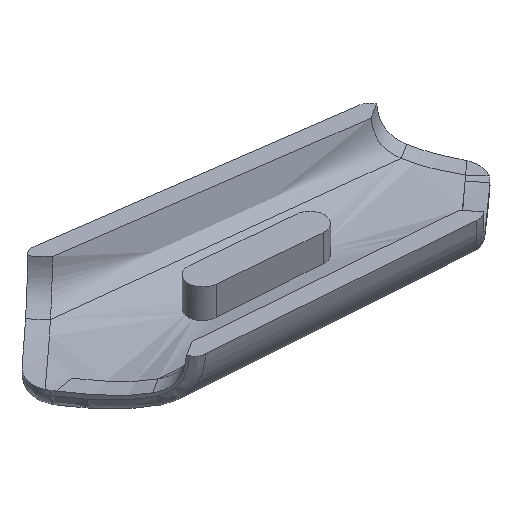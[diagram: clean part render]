
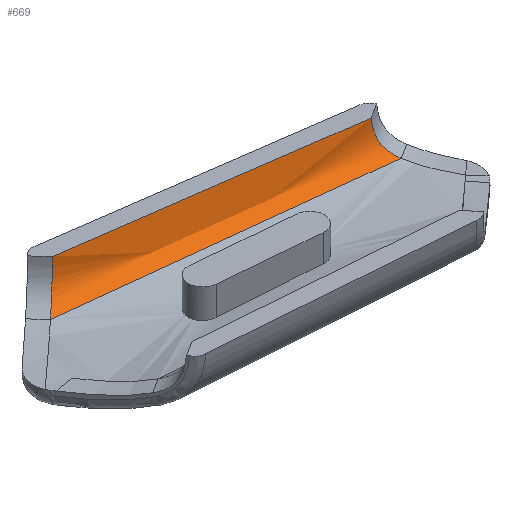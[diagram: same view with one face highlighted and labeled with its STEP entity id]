
A CAD part, isometric view. The second image highlights one B-rep face of the part: STEP entity #669.
In plain terms, the highlighted free-form (B-spline) face has degree [3, 3] with [4, 9] control points.
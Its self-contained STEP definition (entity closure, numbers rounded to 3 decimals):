
#38=B_SPLINE_SURFACE_WITH_KNOTS('',3,3,((#3246,#3247,#3248,#3249,#3250,
#3251,#3252,#3253,#3254),(#3255,#3256,#3257,#3258,#3259,#3260,#3261,#3262,
#3263),(#3264,#3265,#3266,#3267,#3268,#3269,#3270,#3271,#3272),(#3273,#3274,
#3275,#3276,#3277,#3278,#3279,#3280,#3281)),.UNSPECIFIED.,.F.,.F.,.F.,(4,
4),(4,1,2,2,4),(2.101,2.908),(1.243,1.5,
1.75,1.875,2.),.UNSPECIFIED.);
#92=B_SPLINE_CURVE_WITH_KNOTS('',3,(#2631,#2632,#2633,#2634),
 .UNSPECIFIED.,.F.,.F.,(4,4),(-2.908,-2.101),
 .UNSPECIFIED.);
#109=B_SPLINE_CURVE_WITH_KNOTS('',3,(#3223,#3224,#3225,#3226,#3227,#3228,
#3229,#3230,#3231,#3232),.UNSPECIFIED.,.F.,.F.,(4,2,2,2,4),(-0.903,
-0.723,-0.594,-0.422,-0.23),
 .UNSPECIFIED.);
#111=B_SPLINE_CURVE_WITH_KNOTS('',3,(#3283,#3284,#3285,#3286,#3287,#3288),
 .UNSPECIFIED.,.F.,.F.,(4,2,4),(-3.,-1.629,-0.144),
 .UNSPECIFIED.);
#112=B_SPLINE_CURVE_WITH_KNOTS('',3,(#3289,#3290,#3291,#3292,#3293,#3294,
#3295,#3296,#3297,#3298),.UNSPECIFIED.,.F.,.F.,(4,2,2,2,4),(-0.391,
-0.351,-0.247,-0.158,-0.014),
 .UNSPECIFIED.);
#155=FACE_OUTER_BOUND('',#196,.T.);
#196=EDGE_LOOP('',(#589,#590,#591,#592));
#302=VERTEX_POINT('',#2619);
#303=VERTEX_POINT('',#2630);
#314=VERTEX_POINT('',#3215);
#316=VERTEX_POINT('',#3282);
#389=EDGE_CURVE('',#303,#302,#92,.T.);
#410=EDGE_CURVE('',#302,#314,#109,.T.);
#412=EDGE_CURVE('',#316,#314,#111,.T.);
#413=EDGE_CURVE('',#316,#303,#112,.T.);
#589=ORIENTED_EDGE('',*,*,#412,.F.);
#590=ORIENTED_EDGE('',*,*,#413,.T.);
#591=ORIENTED_EDGE('',*,*,#389,.T.);
#592=ORIENTED_EDGE('',*,*,#410,.T.);
#669=ADVANCED_FACE('',(#155),#38,.T.);
#2619=CARTESIAN_POINT('',(39.805,-8.824,-67.817));
#2630=CARTESIAN_POINT('',(8.219,-4.68,-68.337));
#2631=CARTESIAN_POINT('Ctrl Pts',(8.219,-4.68,-68.337));
#2632=CARTESIAN_POINT('Ctrl Pts',(17.658,-5.942,-68.22));
#2633=CARTESIAN_POINT('Ctrl Pts',(29.148,-7.45,-68.029));
#2634=CARTESIAN_POINT('Ctrl Pts',(39.805,-8.824,-67.817));
#3215=CARTESIAN_POINT('',(38.63,-6.944,-64.622));
#3223=CARTESIAN_POINT('Ctrl Pts',(39.805,-8.824,-67.817));
#3224=CARTESIAN_POINT('Ctrl Pts',(39.691,-8.642,-67.738));
#3225=CARTESIAN_POINT('Ctrl Pts',(39.541,-8.402,-67.62));
#3226=CARTESIAN_POINT('Ctrl Pts',(39.281,-7.986,-67.317));
#3227=CARTESIAN_POINT('Ctrl Pts',(39.182,-7.827,-67.17));
#3228=CARTESIAN_POINT('Ctrl Pts',(38.976,-7.497,-66.761));
#3229=CARTESIAN_POINT('Ctrl Pts',(38.873,-7.333,-66.467));
#3230=CARTESIAN_POINT('Ctrl Pts',(38.705,-7.063,-65.642));
#3231=CARTESIAN_POINT('Ctrl Pts',(38.656,-6.986,-65.149));
#3232=CARTESIAN_POINT('Ctrl Pts',(38.63,-6.944,-64.622));
#3246=CARTESIAN_POINT('Ctrl Pts',(40.064,-7.136,-64.479));
#3247=CARTESIAN_POINT('Ctrl Pts',(40.059,-7.172,-65.078));
#3248=CARTESIAN_POINT('Ctrl Pts',(40.036,-7.324,-66.124));
#3249=CARTESIAN_POINT('Ctrl Pts',(39.985,-7.648,-66.785));
#3250=CARTESIAN_POINT('Ctrl Pts',(39.935,-7.97,-67.198));
#3251=CARTESIAN_POINT('Ctrl Pts',(39.915,-8.094,-67.327));
#3252=CARTESIAN_POINT('Ctrl Pts',(39.868,-8.404,-67.578));
#3253=CARTESIAN_POINT('Ctrl Pts',(39.84,-8.59,-67.7));
#3254=CARTESIAN_POINT('Ctrl Pts',(39.805,-8.824,-67.817));
#3255=CARTESIAN_POINT('Ctrl Pts',(29.423,-5.642,-64.54));
#3256=CARTESIAN_POINT('Ctrl Pts',(29.417,-5.68,-65.159));
#3257=CARTESIAN_POINT('Ctrl Pts',(29.393,-5.839,-66.242));
#3258=CARTESIAN_POINT('Ctrl Pts',(29.34,-6.184,-66.934));
#3259=CARTESIAN_POINT('Ctrl Pts',(29.287,-6.529,-67.372));
#3260=CARTESIAN_POINT('Ctrl Pts',(29.266,-6.664,-67.509));
#3261=CARTESIAN_POINT('Ctrl Pts',(29.215,-6.998,-67.775));
#3262=CARTESIAN_POINT('Ctrl Pts',(29.185,-7.2,-67.905));
#3263=CARTESIAN_POINT('Ctrl Pts',(29.148,-7.45,-68.029));
#3264=CARTESIAN_POINT('Ctrl Pts',(17.946,-4.031,-64.595));
#3265=CARTESIAN_POINT('Ctrl Pts',(17.94,-4.07,-65.232));
#3266=CARTESIAN_POINT('Ctrl Pts',(17.915,-4.236,-66.349));
#3267=CARTESIAN_POINT('Ctrl Pts',(17.86,-4.597,-67.071));
#3268=CARTESIAN_POINT('Ctrl Pts',(17.804,-4.965,-67.53));
#3269=CARTESIAN_POINT('Ctrl Pts',(17.782,-5.108,-67.674));
#3270=CARTESIAN_POINT('Ctrl Pts',(17.729,-5.463,-67.954));
#3271=CARTESIAN_POINT('Ctrl Pts',(17.697,-5.677,-68.091));
#3272=CARTESIAN_POINT('Ctrl Pts',(17.658,-5.942,-68.22));
#3273=CARTESIAN_POINT('Ctrl Pts',(8.512,-2.706,-64.628));
#3274=CARTESIAN_POINT('Ctrl Pts',(8.506,-2.746,-65.277));
#3275=CARTESIAN_POINT('Ctrl Pts',(8.481,-2.916,-66.415));
#3276=CARTESIAN_POINT('Ctrl Pts',(8.425,-3.288,-67.154));
#3277=CARTESIAN_POINT('Ctrl Pts',(8.368,-3.668,-67.627));
#3278=CARTESIAN_POINT('Ctrl Pts',(8.346,-3.817,-67.776));
#3279=CARTESIAN_POINT('Ctrl Pts',(8.292,-4.185,-68.064));
#3280=CARTESIAN_POINT('Ctrl Pts',(8.259,-4.406,-68.204));
#3281=CARTESIAN_POINT('Ctrl Pts',(8.219,-4.68,-68.337));
#3282=CARTESIAN_POINT('',(10.156,-2.937,-64.622));
#3283=CARTESIAN_POINT('Ctrl Pts',(10.156,-2.937,-64.622));
#3284=CARTESIAN_POINT('Ctrl Pts',(14.672,-3.572,-64.622));
#3285=CARTESIAN_POINT('Ctrl Pts',(19.328,-4.227,-64.622));
#3286=CARTESIAN_POINT('Ctrl Pts',(28.738,-5.551,-64.622));
#3287=CARTESIAN_POINT('Ctrl Pts',(33.716,-6.252,-64.622));
#3288=CARTESIAN_POINT('Ctrl Pts',(38.63,-6.944,-64.622));
#3289=CARTESIAN_POINT('Ctrl Pts',(10.156,-2.937,-64.622));
#3290=CARTESIAN_POINT('Ctrl Pts',(10.143,-2.948,-64.827));
#3291=CARTESIAN_POINT('Ctrl Pts',(10.127,-2.963,-65.027));
#3292=CARTESIAN_POINT('Ctrl Pts',(10.047,-3.035,-65.731));
#3293=CARTESIAN_POINT('Ctrl Pts',(9.953,-3.119,-66.201));
#3294=CARTESIAN_POINT('Ctrl Pts',(9.669,-3.375,-66.971));
#3295=CARTESIAN_POINT('Ctrl Pts',(9.499,-3.528,-67.275));
#3296=CARTESIAN_POINT('Ctrl Pts',(8.917,-4.052,-67.96));
#3297=CARTESIAN_POINT('Ctrl Pts',(8.535,-4.396,-68.179));
#3298=CARTESIAN_POINT('Ctrl Pts',(8.219,-4.68,-68.337));
